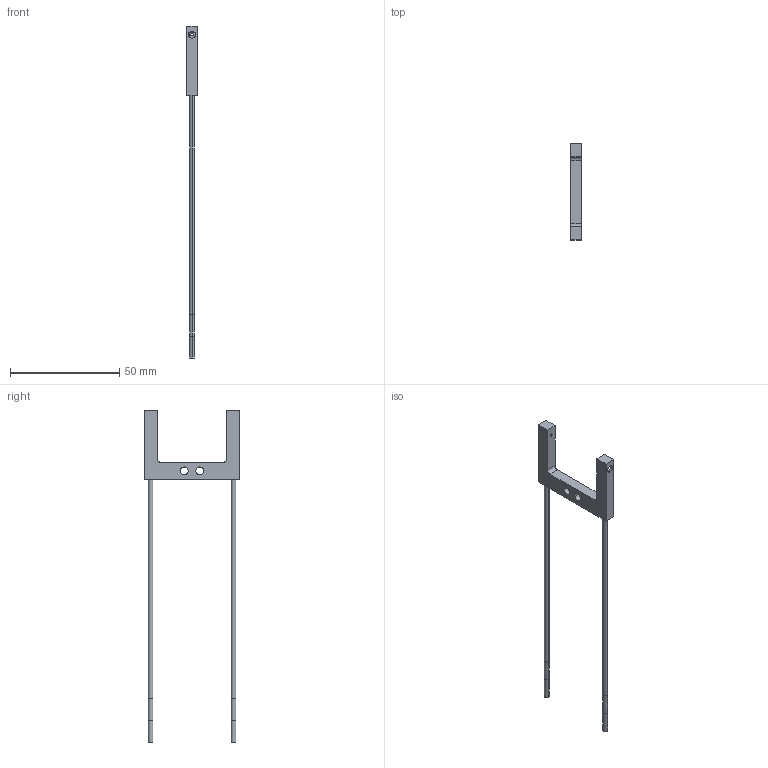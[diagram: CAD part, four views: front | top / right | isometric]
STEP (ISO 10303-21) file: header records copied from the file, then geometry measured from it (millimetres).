
FILE_DESCRIPTION((''),'2;1');
FILE_NAME('192768_ASM','2016-02-09T',('pdmadmin'),(''),'PRO/ENGINEER BY PARAMETRIC TECHNOLOGY CORPORATION, 2013230','PRO/ENGINEER BY PARAMETRIC TECHNOLOGY CORPORATION, 2013230','');
FILE_SCHEMA(('CONFIG_CONTROL_DESIGN'));
Length unit declared in the file: inch
Products named in the file (4): 39494; 51022; 48073_ASM; 192768_ASM
Assembly tree (4 placements, depth 3):
  192768_ASM
    48073_ASM
      39494
      51022  x2
Bounding box: 4.98 x 43.94 x 152 mm (x, y, z)
Volume: 3144.9 mm3; surface area: 5270.5 mm2
Topology: 3 solids, 5 shells, 70 faces, 176 edges, 112 vertices
Faces by surface type: cylinder 38, plane 24, bspline 8
Entity records: 2152 total; most frequent: CARTESIAN_POINT 577, DIRECTION 330, ORIENTED_EDGE 292, EDGE_CURVE 148, AXIS2_PLACEMENT_3D 127, VERTEX_POINT 96, VECTOR 76, LINE 76
